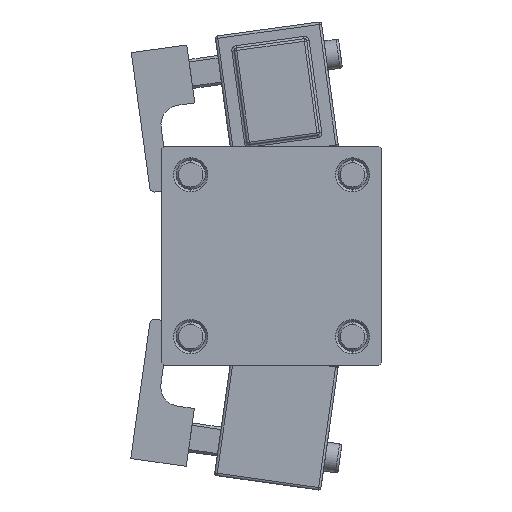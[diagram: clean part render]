
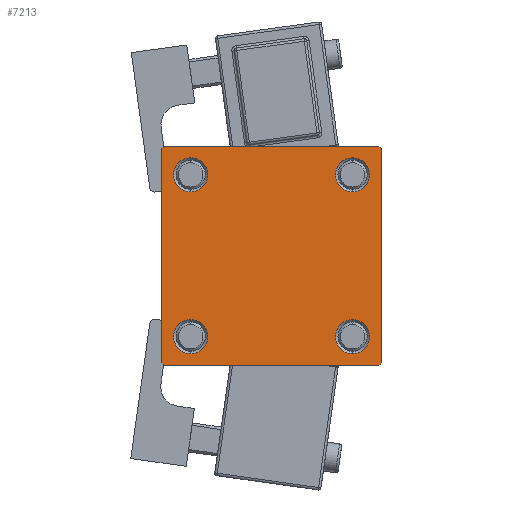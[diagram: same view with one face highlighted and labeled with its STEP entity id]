
A CAD part, left-side view. The second image highlights one B-rep face of the part: STEP entity #7213.
In plain terms, the highlighted planar face has unit normal (-1, 0, 0).
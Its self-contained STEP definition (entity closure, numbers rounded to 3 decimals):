
#100 = VECTOR ( 'NONE', #233, 1000. ) ;
#233 = DIRECTION ( 'NONE',  ( 0., 0., -1. ) ) ;
#444 = EDGE_CURVE ( 'NONE', #16295, #25139, #28983, .T. ) ;
#544 = CARTESIAN_POINT ( 'NONE',  ( 0., -22., -22.5 ) ) ;
#549 = DIRECTION ( 'NONE',  ( 0., -1., 0. ) ) ;
#1340 = LINE ( 'NONE', #5288, #1940 ) ;
#1626 = EDGE_CURVE ( 'NONE', #25104, #51170, #12772, .T. ) ;
#1940 = VECTOR ( 'NONE', #549, 1000. ) ;
#2176 = CARTESIAN_POINT ( 'NONE',  ( 0., 22.5, 22. ) ) ;
#2810 = DIRECTION ( 'NONE',  ( 0., 0., 1. ) ) ;
#3695 = FACE_BOUND ( 'NONE', #48306, .T. ) ;
#3971 = CARTESIAN_POINT ( 'NONE',  ( 0., 16.6, 16.6 ) ) ;
#3978 = VECTOR ( 'NONE', #12556, 1000. ) ;
#3982 = CARTESIAN_POINT ( 'NONE',  ( 0., 16.6, 16.6 ) ) ;
#4201 = CARTESIAN_POINT ( 'NONE',  ( 0., -22.5, 22.5 ) ) ;
#4235 = DIRECTION ( 'NONE',  ( 0., 0., 1. ) ) ;
#4775 = VERTEX_POINT ( 'NONE', #43369 ) ;
#4896 = EDGE_CURVE ( 'NONE', #35481, #25139, #5883, .T. ) ;
#4922 = ORIENTED_EDGE ( 'NONE', *, *, #444, .F. ) ;
#5184 = EDGE_CURVE ( 'NONE', #4775, #23742, #1340, .T. ) ;
#5288 = CARTESIAN_POINT ( 'NONE',  ( 0., 22.5, 22.5 ) ) ;
#5350 = DIRECTION ( 'NONE',  ( 0., -0.707, 0.707 ) ) ;
#5656 = VECTOR ( 'NONE', #28631, 1000. ) ;
#5683 = CARTESIAN_POINT ( 'NONE',  ( 0., 22.5, -22. ) ) ;
#5717 = CARTESIAN_POINT ( 'NONE',  ( 0., -16.6, 20.1 ) ) ;
#5883 = LINE ( 'NONE', #38071, #23860 ) ;
#6542 = ORIENTED_EDGE ( 'NONE', *, *, #41765, .T. ) ;
#7125 = DIRECTION ( 'NONE',  ( 1., 0., 0. ) ) ;
#7213 = ADVANCED_FACE ( 'NONE', ( #11341, #40097, #3695, #27450, #47999 ), #43522, .T. ) ;
#7379 = DIRECTION ( 'NONE',  ( -1., 0., 0. ) ) ;
#7558 = CARTESIAN_POINT ( 'NONE',  ( 0., 22.5, -22.5 ) ) ;
#8504 = CARTESIAN_POINT ( 'NONE',  ( 0., 22., -22.5 ) ) ;
#8689 = CIRCLE ( 'NONE', #37373, 3.5 ) ;
#8694 = EDGE_CURVE ( 'NONE', #12742, #35812, #22210, .T. ) ;
#8904 = CIRCLE ( 'NONE', #37593, 3.5 ) ;
#9248 = AXIS2_PLACEMENT_3D ( 'NONE', #39700, #39436, #39961 ) ;
#9299 = DIRECTION ( 'NONE',  ( 1., 0., 0. ) ) ;
#10262 = EDGE_LOOP ( 'NONE', ( #31741, #13573 ) ) ;
#10989 = DIRECTION ( 'NONE',  ( 1., 0., 0. ) ) ;
#11144 = EDGE_LOOP ( 'NONE', ( #24981, #41372, #34314, #48137, #4922, #6542, #14321, #49340 ) ) ;
#11341 = FACE_BOUND ( 'NONE', #50200, .T. ) ;
#11509 = EDGE_CURVE ( 'NONE', #4775, #12742, #13172, .T. ) ;
#11622 = CARTESIAN_POINT ( 'NONE',  ( 0., 16.6, 13.1 ) ) ;
#12303 = LINE ( 'NONE', #7558, #3978 ) ;
#12556 = DIRECTION ( 'NONE',  ( 0., -1., 0. ) ) ;
#12739 = DIRECTION ( 'NONE',  ( 0., 0., 1. ) ) ;
#12742 = VERTEX_POINT ( 'NONE', #2176 ) ;
#12772 = CIRCLE ( 'NONE', #15317, 3.5 ) ;
#12908 = DIRECTION ( 'NONE',  ( 0., 0., 1. ) ) ;
#13172 = LINE ( 'NONE', #41140, #38917 ) ;
#13573 = ORIENTED_EDGE ( 'NONE', *, *, #25281, .T. ) ;
#14321 = ORIENTED_EDGE ( 'NONE', *, *, #5184, .F. ) ;
#15239 = CARTESIAN_POINT ( 'NONE',  ( 0., -22.5, 22. ) ) ;
#15317 = AXIS2_PLACEMENT_3D ( 'NONE', #43265, #7125, #23227 ) ;
#15698 = CARTESIAN_POINT ( 'NONE',  ( 0., -16.6, -16.6 ) ) ;
#15992 = CARTESIAN_POINT ( 'NONE',  ( 0., 22.25, -22.25 ) ) ;
#16166 = CARTESIAN_POINT ( 'NONE',  ( 0., -16.6, 13.1 ) ) ;
#16209 = DIRECTION ( 'NONE',  ( 1., 0., 0. ) ) ;
#16295 = VERTEX_POINT ( 'NONE', #15239 ) ;
#16308 = DIRECTION ( 'NONE',  ( 1., 0., 0. ) ) ;
#16616 = ORIENTED_EDGE ( 'NONE', *, *, #35123, .T. ) ;
#16788 = AXIS2_PLACEMENT_3D ( 'NONE', #45431, #9299, #12739 ) ;
#17314 = CARTESIAN_POINT ( 'NONE',  ( 0., -16.6, -13.1 ) ) ;
#17541 = VERTEX_POINT ( 'NONE', #30560 ) ;
#17882 = CARTESIAN_POINT ( 'NONE',  ( 0., -16.6, -20.1 ) ) ;
#18558 = EDGE_CURVE ( 'NONE', #51170, #25104, #8689, .T. ) ;
#19505 = ORIENTED_EDGE ( 'NONE', *, *, #1626, .T. ) ;
#19620 = VERTEX_POINT ( 'NONE', #17882 ) ;
#19690 = EDGE_CURVE ( 'NONE', #24678, #19620, #24753, .T. ) ;
#19791 = ORIENTED_EDGE ( 'NONE', *, *, #52140, .T. ) ;
#19797 = CARTESIAN_POINT ( 'NONE',  ( 0., 0., 0. ) ) ;
#21459 = VERTEX_POINT ( 'NONE', #11622 ) ;
#22210 = LINE ( 'NONE', #46460, #37541 ) ;
#22330 = EDGE_CURVE ( 'NONE', #33698, #21459, #45949, .T. ) ;
#22847 = EDGE_CURVE ( 'NONE', #35812, #34306, #24929, .T. ) ;
#23099 = AXIS2_PLACEMENT_3D ( 'NONE', #19797, #7379, #51956 ) ;
#23145 = CARTESIAN_POINT ( 'NONE',  ( 0., 16.6, -20.1 ) ) ;
#23227 = DIRECTION ( 'NONE',  ( 0., 0., 1. ) ) ;
#23742 = VERTEX_POINT ( 'NONE', #28922 ) ;
#23860 = VECTOR ( 'NONE', #5350, 1000. ) ;
#24051 = VECTOR ( 'NONE', #24670, 1000. ) ;
#24670 = DIRECTION ( 'NONE',  ( 0., -0.707, -0.707 ) ) ;
#24678 = VERTEX_POINT ( 'NONE', #17314 ) ;
#24753 = CIRCLE ( 'NONE', #39938, 3.5 ) ;
#24929 = LINE ( 'NONE', #15992, #24051 ) ;
#24981 = ORIENTED_EDGE ( 'NONE', *, *, #8694, .T. ) ;
#25104 = VERTEX_POINT ( 'NONE', #16166 ) ;
#25139 = VERTEX_POINT ( 'NONE', #26428 ) ;
#25281 = EDGE_CURVE ( 'NONE', #21459, #33698, #26685, .T. ) ;
#26428 = CARTESIAN_POINT ( 'NONE',  ( 0., -22.5, -22. ) ) ;
#26583 = EDGE_CURVE ( 'NONE', #34306, #35481, #12303, .T. ) ;
#26685 = CIRCLE ( 'NONE', #29201, 3.5 ) ;
#27450 = FACE_BOUND ( 'NONE', #10262, .T. ) ;
#27602 = LINE ( 'NONE', #36291, #5656 ) ;
#28499 = DIRECTION ( 'NONE',  ( 1., 0., 0. ) ) ;
#28625 = CIRCLE ( 'NONE', #9248, 3.5 ) ;
#28631 = DIRECTION ( 'NONE',  ( 0., 0.707, 0.707 ) ) ;
#28922 = CARTESIAN_POINT ( 'NONE',  ( 0., -22., 22.5 ) ) ;
#28983 = LINE ( 'NONE', #4201, #100 ) ;
#29201 = AXIS2_PLACEMENT_3D ( 'NONE', #3971, #28499, #12908 ) ;
#30560 = CARTESIAN_POINT ( 'NONE',  ( 0., 16.6, -13.1 ) ) ;
#31741 = ORIENTED_EDGE ( 'NONE', *, *, #22330, .T. ) ;
#32209 = DIRECTION ( 'NONE',  ( 1., 0., 0. ) ) ;
#32410 = DIRECTION ( 'NONE',  ( 0., 0., 1. ) ) ;
#32558 = DIRECTION ( 'NONE',  ( 0., 0., 1. ) ) ;
#32661 = CARTESIAN_POINT ( 'NONE',  ( 0., -16.6, 16.6 ) ) ;
#33698 = VERTEX_POINT ( 'NONE', #40820 ) ;
#34306 = VERTEX_POINT ( 'NONE', #8504 ) ;
#34314 = ORIENTED_EDGE ( 'NONE', *, *, #26583, .T. ) ;
#34469 = CIRCLE ( 'NONE', #16788, 3.5 ) ;
#35123 = EDGE_CURVE ( 'NONE', #17541, #39086, #34469, .T. ) ;
#35481 = VERTEX_POINT ( 'NONE', #544 ) ;
#35812 = VERTEX_POINT ( 'NONE', #5683 ) ;
#36291 = CARTESIAN_POINT ( 'NONE',  ( 0., -22.25, 22.25 ) ) ;
#36387 = ORIENTED_EDGE ( 'NONE', *, *, #18558, .T. ) ;
#37373 = AXIS2_PLACEMENT_3D ( 'NONE', #32661, #16308, #32410 ) ;
#37541 = VECTOR ( 'NONE', #39072, 1000. ) ;
#37593 = AXIS2_PLACEMENT_3D ( 'NONE', #15698, #16209, #32558 ) ;
#38071 = CARTESIAN_POINT ( 'NONE',  ( 0., -22.25, -22.25 ) ) ;
#38917 = VECTOR ( 'NONE', #41667, 1000. ) ;
#39072 = DIRECTION ( 'NONE',  ( 0., 0., -1. ) ) ;
#39086 = VERTEX_POINT ( 'NONE', #23145 ) ;
#39356 = ORIENTED_EDGE ( 'NONE', *, *, #39399, .T. ) ;
#39399 = EDGE_CURVE ( 'NONE', #19620, #24678, #8904, .T. ) ;
#39436 = DIRECTION ( 'NONE',  ( 1., 0., 0. ) ) ;
#39700 = CARTESIAN_POINT ( 'NONE',  ( 0., 16.6, -16.6 ) ) ;
#39938 = AXIS2_PLACEMENT_3D ( 'NONE', #47128, #10989, #2810 ) ;
#39961 = DIRECTION ( 'NONE',  ( 0., 0., 1. ) ) ;
#40097 = FACE_BOUND ( 'NONE', #49861, .T. ) ;
#40820 = CARTESIAN_POINT ( 'NONE',  ( 0., 16.6, 20.1 ) ) ;
#41140 = CARTESIAN_POINT ( 'NONE',  ( 0., 22.25, 22.25 ) ) ;
#41372 = ORIENTED_EDGE ( 'NONE', *, *, #22847, .T. ) ;
#41667 = DIRECTION ( 'NONE',  ( 0., 0.707, -0.707 ) ) ;
#41765 = EDGE_CURVE ( 'NONE', #16295, #23742, #27602, .T. ) ;
#43265 = CARTESIAN_POINT ( 'NONE',  ( 0., -16.6, 16.6 ) ) ;
#43369 = CARTESIAN_POINT ( 'NONE',  ( 0., 22., 22.5 ) ) ;
#43522 = PLANE ( 'NONE',  #23099 ) ;
#45431 = CARTESIAN_POINT ( 'NONE',  ( 0., 16.6, -16.6 ) ) ;
#45949 = CIRCLE ( 'NONE', #46776, 3.5 ) ;
#46460 = CARTESIAN_POINT ( 'NONE',  ( 0., 22.5, 22.5 ) ) ;
#46776 = AXIS2_PLACEMENT_3D ( 'NONE', #3982, #32209, #4235 ) ;
#47128 = CARTESIAN_POINT ( 'NONE',  ( 0., -16.6, -16.6 ) ) ;
#47999 = FACE_OUTER_BOUND ( 'NONE', #11144, .T. ) ;
#48137 = ORIENTED_EDGE ( 'NONE', *, *, #4896, .T. ) ;
#48306 = EDGE_LOOP ( 'NONE', ( #16616, #19791 ) ) ;
#48739 = ORIENTED_EDGE ( 'NONE', *, *, #19690, .T. ) ;
#49340 = ORIENTED_EDGE ( 'NONE', *, *, #11509, .T. ) ;
#49861 = EDGE_LOOP ( 'NONE', ( #48739, #39356 ) ) ;
#50200 = EDGE_LOOP ( 'NONE', ( #36387, #19505 ) ) ;
#51170 = VERTEX_POINT ( 'NONE', #5717 ) ;
#51956 = DIRECTION ( 'NONE',  ( 0., 0., 1. ) ) ;
#52140 = EDGE_CURVE ( 'NONE', #39086, #17541, #28625, .T. ) ;
